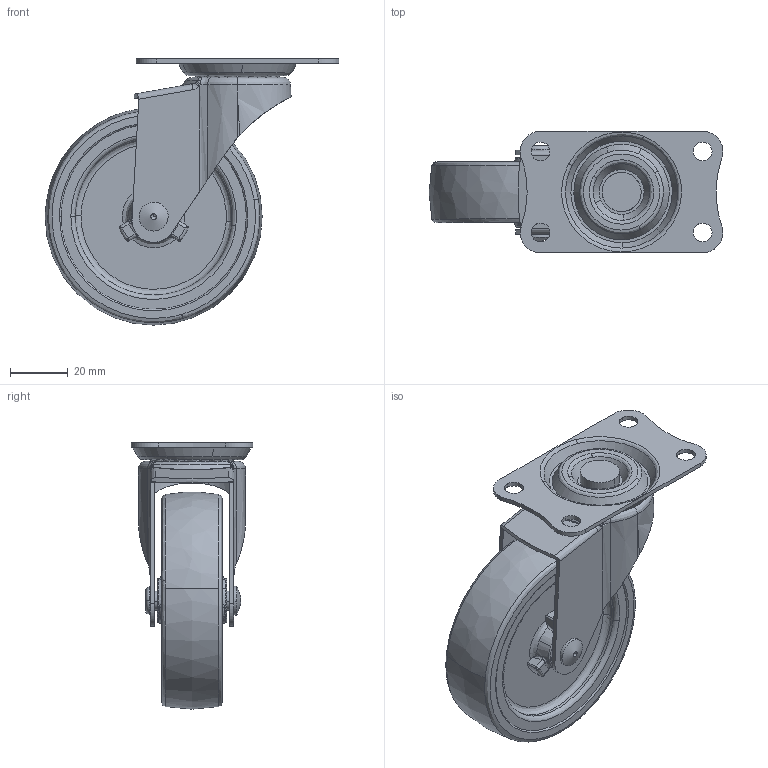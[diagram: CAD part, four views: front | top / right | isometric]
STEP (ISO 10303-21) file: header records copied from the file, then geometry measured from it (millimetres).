
FILE_DESCRIPTION((''),'2;1');
FILE_NAME('','2005-12-16T10:48:49',(''),(''),'','CADfix','');
FILE_SCHEMA(('AUTOMOTIVE_DESIGN'));
Length unit declared in the file: millimetre
Products named in the file (6): body; wheel; mounting plate; main shaft; axle; 320E_UR75_7041_36
Assembly tree (5 placements, depth 2):
  320E_UR75_7041_36
    body
    wheel
    mounting plate
    main shaft
    axle
Bounding box: 101.5 x 42 x 92 mm (x, y, z)
Volume: 86694.5 mm3; surface area: 35374 mm2
Topology: 5 solids, 5 shells, 343 faces, 1024 edges, 693 vertices
Faces by surface type: bspline 343
Entity records: 19478 total; most frequent: CARTESIAN_POINT 14016, ORIENTED_EDGE 2014, EDGE_CURVE 1007, VERTEX_POINT 693, EDGE_LOOP 380, FACE_OUTER_BOUND 343, ADVANCED_FACE 343, QUASI_UNIFORM_CURVE 229
